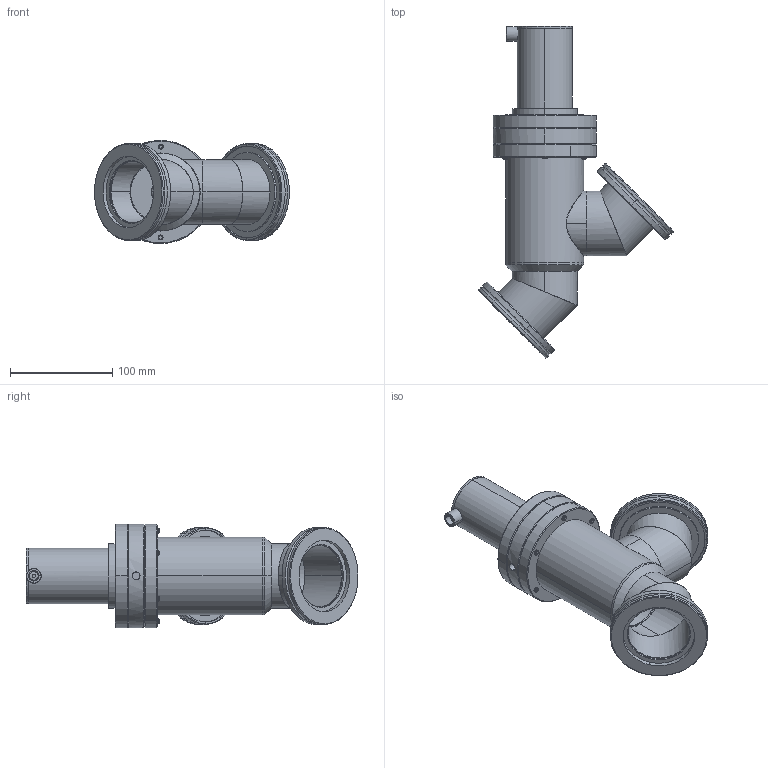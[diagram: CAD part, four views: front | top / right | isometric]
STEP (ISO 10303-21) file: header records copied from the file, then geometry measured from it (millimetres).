
FILE_DESCRIPTION (( 'STEP AP203' ), '1' );
FILE_NAME ('AIVPA-S06200.STEP', '2023-06-01T18:28:10', ( '' ), ( '' ), 'SwSTEP 2.0', 'SolidWorks 2020', '' );
FILE_SCHEMA (( 'CONFIG_CONTROL_DESIGN' ));
Products named in the file (1): AIVPA-S06200
Bounding box: 190.58 x 324.74 x 100.96 mm (x, y, z)
Volume: 436260.3 mm3; surface area: 241555.2 mm2
Topology: 23 solids, 23 shells, 1136 faces, 3019 edges, 1960 vertices
Faces by surface type: cylinder 863, plane 124, cone 121, bspline 20, torus 8
Entity records: 59162 total; most frequent: CARTESIAN_POINT 34737, ORIENTED_EDGE 6038, DIRECTION 4258, EDGE_CURVE 3019, VERTEX_POINT 1960, AXIS2_PLACEMENT_3D 1620, EDGE_LOOP 1241, ADVANCED_FACE 1136
